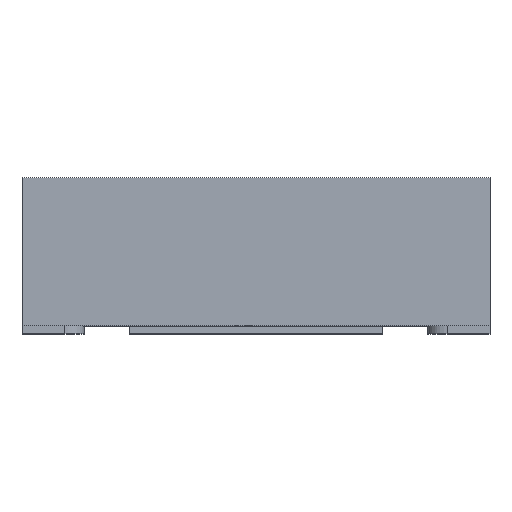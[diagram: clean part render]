
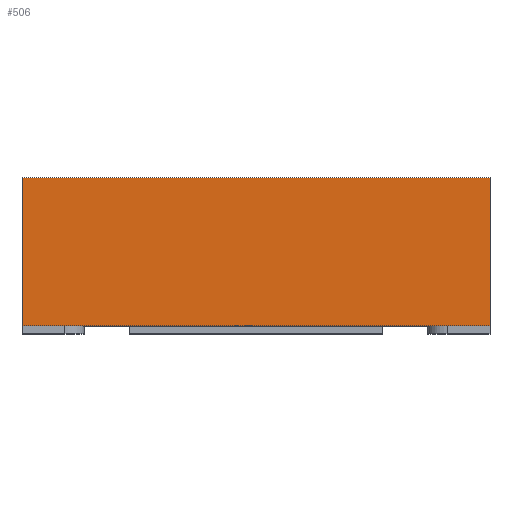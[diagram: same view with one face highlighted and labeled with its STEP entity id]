
A CAD part, top view. The second image highlights one B-rep face of the part: STEP entity #506.
In plain terms, the highlighted planar face has unit normal (0, 0, 1).
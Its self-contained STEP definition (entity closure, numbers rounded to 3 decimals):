
#2 = VECTOR ( 'NONE', #688, 1000. ) ;
#17 = CARTESIAN_POINT ( 'NONE',  ( -1.5, 5.606, 1. ) ) ;
#245 = LINE ( 'NONE', #2407, #2326 ) ;
#323 = VERTEX_POINT ( 'NONE', #1956 ) ;
#463 = AXIS2_PLACEMENT_3D ( 'NONE', #706, #659, #1426 ) ;
#506 = ADVANCED_FACE ( 'NONE', ( #836 ), #1456, .F. ) ;
#624 = ORIENTED_EDGE ( 'NONE', *, *, #1645, .T. ) ;
#659 = DIRECTION ( 'NONE',  ( 0., 0., -1. ) ) ;
#688 = DIRECTION ( 'NONE',  ( 0., -1., 0. ) ) ;
#706 = CARTESIAN_POINT ( 'NONE',  ( 1.5, 5.606, 1. ) ) ;
#836 = FACE_OUTER_BOUND ( 'NONE', #1478, .T. ) ;
#915 = DIRECTION ( 'NONE',  ( 0., -1., 0. ) ) ;
#1092 = VERTEX_POINT ( 'NONE', #1502 ) ;
#1140 = LINE ( 'NONE', #2044, #1146 ) ;
#1146 = VECTOR ( 'NONE', #1951, 1000. ) ;
#1426 = DIRECTION ( 'NONE',  ( -1., 0., 0. ) ) ;
#1456 = PLANE ( 'NONE',  #463 ) ;
#1478 = EDGE_LOOP ( 'NONE', ( #2943, #624, #3038, #2362 ) ) ;
#1479 = DIRECTION ( 'NONE',  ( 1., 0., 0. ) ) ;
#1502 = CARTESIAN_POINT ( 'NONE',  ( 1.5, 1., 1. ) ) ;
#1588 = EDGE_CURVE ( 'NONE', #2588, #1092, #3013, .T. ) ;
#1645 = EDGE_CURVE ( 'NONE', #2588, #323, #3034, .T. ) ;
#1879 = VERTEX_POINT ( 'NONE', #2183 ) ;
#1951 = DIRECTION ( 'NONE',  ( 1., 0., 0. ) ) ;
#1956 = CARTESIAN_POINT ( 'NONE',  ( -1.5, 0.05, 1. ) ) ;
#2039 = EDGE_CURVE ( 'NONE', #323, #1879, #1140, .T. ) ;
#2044 = CARTESIAN_POINT ( 'NONE',  ( 1.5, 0.05, 1. ) ) ;
#2109 = VECTOR ( 'NONE', #1479, 1000. ) ;
#2183 = CARTESIAN_POINT ( 'NONE',  ( 1.5, 0.05, 1. ) ) ;
#2312 = EDGE_CURVE ( 'NONE', #1092, #1879, #245, .T. ) ;
#2326 = VECTOR ( 'NONE', #915, 1000. ) ;
#2362 = ORIENTED_EDGE ( 'NONE', *, *, #2312, .F. ) ;
#2407 = CARTESIAN_POINT ( 'NONE',  ( 1.5, 5.606, 1. ) ) ;
#2446 = CARTESIAN_POINT ( 'NONE',  ( 1.5, 1., 1. ) ) ;
#2518 = CARTESIAN_POINT ( 'NONE',  ( -1.5, 1., 1. ) ) ;
#2588 = VERTEX_POINT ( 'NONE', #2518 ) ;
#2943 = ORIENTED_EDGE ( 'NONE', *, *, #1588, .F. ) ;
#3013 = LINE ( 'NONE', #2446, #2109 ) ;
#3034 = LINE ( 'NONE', #17, #2 ) ;
#3038 = ORIENTED_EDGE ( 'NONE', *, *, #2039, .T. ) ;
